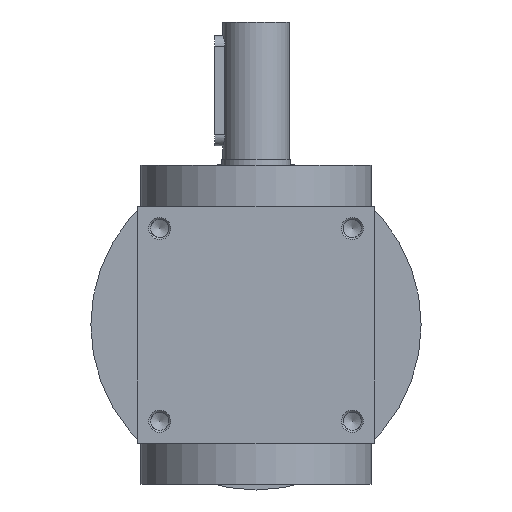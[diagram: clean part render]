
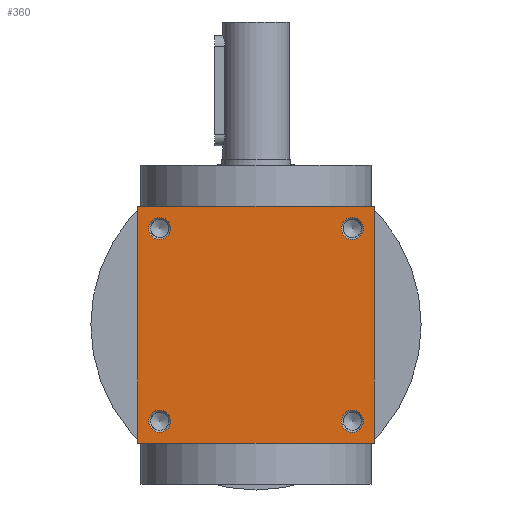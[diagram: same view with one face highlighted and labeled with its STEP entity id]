
A CAD part, left-side view. The second image highlights one B-rep face of the part: STEP entity #360.
In plain terms, the highlighted face is planar.
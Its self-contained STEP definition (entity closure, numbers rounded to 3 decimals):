
#360 = ADVANCED_FACE( '', ( #917, #918, #919, #920, #921 ), #922, .F. );
#917 = FACE_BOUND( '', #1862, .T. );
#918 = FACE_BOUND( '', #1863, .T. );
#919 = FACE_BOUND( '', #1864, .T. );
#920 = FACE_BOUND( '', #1865, .T. );
#921 = FACE_OUTER_BOUND( '', #1866, .T. );
#922 = PLANE( '', #1867 );
#1862 = EDGE_LOOP( '', ( #2854 ) );
#1863 = EDGE_LOOP( '', ( #2855 ) );
#1864 = EDGE_LOOP( '', ( #2856 ) );
#1865 = EDGE_LOOP( '', ( #2857 ) );
#1866 = EDGE_LOOP( '', ( #2858, #2859, #2860, #2861 ) );
#1867 = AXIS2_PLACEMENT_3D( '', #2862, #2863, #2864 );
#2854 = ORIENTED_EDGE( '', *, *, #4772, .F. );
#2855 = ORIENTED_EDGE( '', *, *, #4773, .T. );
#2856 = ORIENTED_EDGE( '', *, *, #4774, .F. );
#2857 = ORIENTED_EDGE( '', *, *, #4775, .T. );
#2858 = ORIENTED_EDGE( '', *, *, #4776, .F. );
#2859 = ORIENTED_EDGE( '', *, *, #4777, .F. );
#2860 = ORIENTED_EDGE( '', *, *, #4778, .F. );
#2861 = ORIENTED_EDGE( '', *, *, #4779, .F. );
#2862 = CARTESIAN_POINT( '', ( 0., 0., -43. ) );
#2863 = DIRECTION( '', ( 0., 0., 1. ) );
#2864 = DIRECTION( '', ( 1., 0., 0. ) );
#4772 = EDGE_CURVE( '', #5566, #5566, #5567, .T. );
#4773 = EDGE_CURVE( '', #5568, #5568, #5569, .T. );
#4774 = EDGE_CURVE( '', #5570, #5570, #5571, .T. );
#4775 = EDGE_CURVE( '', #5572, #5572, #5573, .T. );
#4776 = EDGE_CURVE( '', #5574, #5575, #5576, .T. );
#4777 = EDGE_CURVE( '', #5577, #5574, #5578, .T. );
#4778 = EDGE_CURVE( '', #5579, #5577, #5580, .T. );
#4779 = EDGE_CURVE( '', #5575, #5579, #5581, .T. );
#5566 = VERTEX_POINT( '', #6675 );
#5567 = CIRCLE( '', #6676, 4. );
#5568 = VERTEX_POINT( '', #6677 );
#5569 = CIRCLE( '', #6678, 4. );
#5570 = VERTEX_POINT( '', #6679 );
#5571 = CIRCLE( '', #6680, 4. );
#5572 = VERTEX_POINT( '', #6681 );
#5573 = CIRCLE( '', #6682, 4. );
#5574 = VERTEX_POINT( '', #6683 );
#5575 = VERTEX_POINT( '', #6684 );
#5576 = LINE( '', #6685, #6686 );
#5577 = VERTEX_POINT( '', #6687 );
#5578 = LINE( '', #6688, #6689 );
#5579 = VERTEX_POINT( '', #6690 );
#5580 = LINE( '', #6691, #6692 );
#5581 = LINE( '', #6693, #6694 );
#6675 = CARTESIAN_POINT( '', ( -39., 35., -43. ) );
#6676 = AXIS2_PLACEMENT_3D( '', #8004, #8005, #8006 );
#6677 = CARTESIAN_POINT( '', ( 39., 35., -43. ) );
#6678 = AXIS2_PLACEMENT_3D( '', #8007, #8008, #8009 );
#6679 = CARTESIAN_POINT( '', ( -39., -35., -43. ) );
#6680 = AXIS2_PLACEMENT_3D( '', #8010, #8011, #8012 );
#6681 = CARTESIAN_POINT( '', ( 39., -35., -43. ) );
#6682 = AXIS2_PLACEMENT_3D( '', #8013, #8014, #8015 );
#6683 = CARTESIAN_POINT( '', ( -43., 43., -43. ) );
#6684 = CARTESIAN_POINT( '', ( -43., -43., -43. ) );
#6685 = CARTESIAN_POINT( '', ( -43., 43., -43. ) );
#6686 = VECTOR( '', #8016, 1000. );
#6687 = CARTESIAN_POINT( '', ( 43., 43., -43. ) );
#6688 = CARTESIAN_POINT( '', ( 43., 43., -43. ) );
#6689 = VECTOR( '', #8017, 1000. );
#6690 = CARTESIAN_POINT( '', ( 43., -43., -43. ) );
#6691 = CARTESIAN_POINT( '', ( 43., -43., -43. ) );
#6692 = VECTOR( '', #8018, 1000. );
#6693 = CARTESIAN_POINT( '', ( -43., -43., -43. ) );
#6694 = VECTOR( '', #8019, 1000. );
#8004 = CARTESIAN_POINT( '', ( -35., 35., -43. ) );
#8005 = DIRECTION( '', ( 0., 0., -1. ) );
#8006 = DIRECTION( '', ( -1., 0., 0. ) );
#8007 = CARTESIAN_POINT( '', ( 35., 35., -43. ) );
#8008 = DIRECTION( '', ( 0., 0., 1. ) );
#8009 = DIRECTION( '', ( 1., 0., 0. ) );
#8010 = CARTESIAN_POINT( '', ( -35., -35., -43. ) );
#8011 = DIRECTION( '', ( 0., 0., -1. ) );
#8012 = DIRECTION( '', ( -1., 0., 0. ) );
#8013 = CARTESIAN_POINT( '', ( 35., -35., -43. ) );
#8014 = DIRECTION( '', ( 0., 0., 1. ) );
#8015 = DIRECTION( '', ( 1., 0., 0. ) );
#8016 = DIRECTION( '', ( 0., -1., 0. ) );
#8017 = DIRECTION( '', ( -1., 0., 0. ) );
#8018 = DIRECTION( '', ( 0., 1., 0. ) );
#8019 = DIRECTION( '', ( 1., 0., 0. ) );
